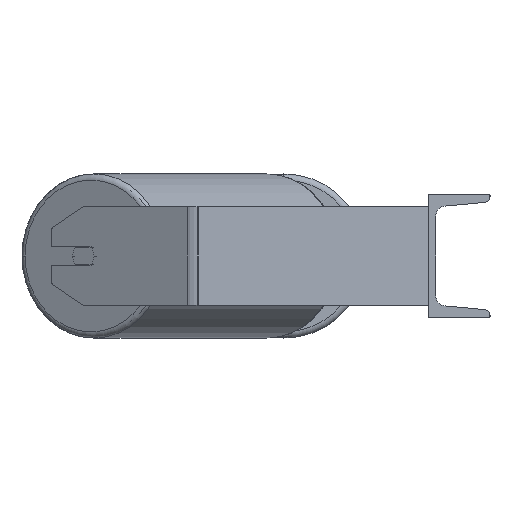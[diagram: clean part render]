
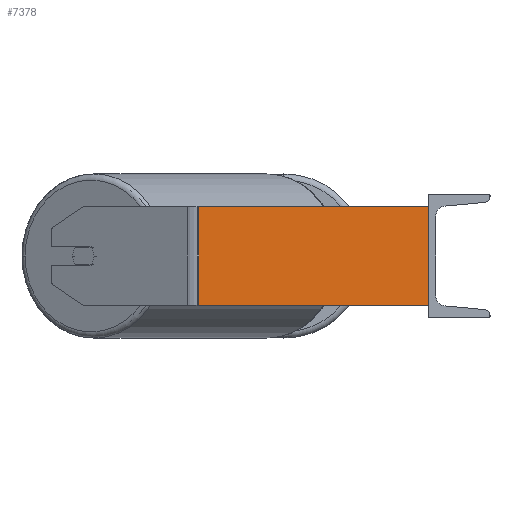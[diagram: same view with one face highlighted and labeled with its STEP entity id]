
A CAD part, left-side view. The second image highlights one B-rep face of the part: STEP entity #7378.
In plain terms, the highlighted planar face has unit normal (-0.996, -0.087, 0).
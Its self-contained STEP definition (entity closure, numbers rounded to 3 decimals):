
#201 = CARTESIAN_POINT ( 'NONE',  ( -485., 0., -40. ) ) ;
#508 = CARTESIAN_POINT ( 'NONE',  ( -485., 0., 40. ) ) ;
#597 = CARTESIAN_POINT ( 'NONE',  ( -501.716, 191.06, 40. ) ) ;
#992 = VECTOR ( 'NONE', #3738, 1000. ) ;
#1147 = VECTOR ( 'NONE', #1751, 1000. ) ;
#1198 = DIRECTION ( 'NONE',  ( -0.087, 0.996, 0. ) ) ;
#1751 = DIRECTION ( 'NONE',  ( 0.087, -0.996, 0. ) ) ;
#1923 = EDGE_CURVE ( 'NONE', #1961, #3441, #4068, .T. ) ;
#1961 = VERTEX_POINT ( 'NONE', #5514 ) ;
#3044 = CARTESIAN_POINT ( 'NONE',  ( -501.716, 191.06, -40. ) ) ;
#3142 = VERTEX_POINT ( 'NONE', #3519 ) ;
#3441 = VERTEX_POINT ( 'NONE', #508 ) ;
#3519 = CARTESIAN_POINT ( 'NONE',  ( -501.276, 186.034, -40. ) ) ;
#3645 = ORIENTED_EDGE ( 'NONE', *, *, #5765, .F. ) ;
#3738 = DIRECTION ( 'NONE',  ( 0., 0., -1. ) ) ;
#3979 = CARTESIAN_POINT ( 'NONE',  ( -501.716, 191.06, 40. ) ) ;
#4065 = DIRECTION ( 'NONE',  ( 0., 0., -1. ) ) ;
#4068 = LINE ( 'NONE', #3979, #6046 ) ;
#4266 = AXIS2_PLACEMENT_3D ( 'NONE', #597, #9001, #1198 ) ;
#4374 = VECTOR ( 'NONE', #4065, 1000. ) ;
#4436 = CARTESIAN_POINT ( 'NONE',  ( -485., 0., 40. ) ) ;
#4447 = EDGE_CURVE ( 'NONE', #3142, #9024, #4469, .T. ) ;
#4469 = LINE ( 'NONE', #3044, #1147 ) ;
#4634 = FACE_OUTER_BOUND ( 'NONE', #8631, .T. ) ;
#4663 = DIRECTION ( 'NONE',  ( 0.087, -0.996, 0. ) ) ;
#4753 = LINE ( 'NONE', #8326, #4374 ) ;
#5514 = CARTESIAN_POINT ( 'NONE',  ( -501.276, 186.034, 40. ) ) ;
#5765 = EDGE_CURVE ( 'NONE', #3441, #9024, #8177, .T. ) ;
#5810 = EDGE_CURVE ( 'NONE', #1961, #3142, #4753, .T. ) ;
#6046 = VECTOR ( 'NONE', #4663, 1000. ) ;
#6477 = ORIENTED_EDGE ( 'NONE', *, *, #1923, .F. ) ;
#7378 = ADVANCED_FACE ( 'NONE', ( #4634 ), #8306, .F. ) ;
#7390 = ORIENTED_EDGE ( 'NONE', *, *, #4447, .T. ) ;
#8177 = LINE ( 'NONE', #4436, #992 ) ;
#8306 = PLANE ( 'NONE',  #4266 ) ;
#8326 = CARTESIAN_POINT ( 'NONE',  ( -501.276, 186.034, 40. ) ) ;
#8631 = EDGE_LOOP ( 'NONE', ( #7390, #3645, #6477, #8722 ) ) ;
#8722 = ORIENTED_EDGE ( 'NONE', *, *, #5810, .T. ) ;
#9001 = DIRECTION ( 'NONE',  ( 0.996, 0.087, 0. ) ) ;
#9024 = VERTEX_POINT ( 'NONE', #201 ) ;
